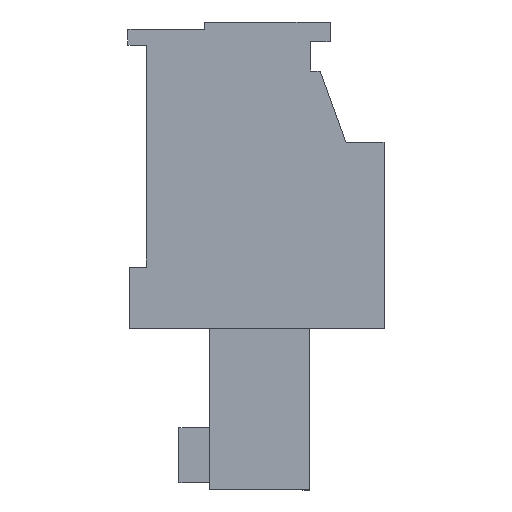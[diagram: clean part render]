
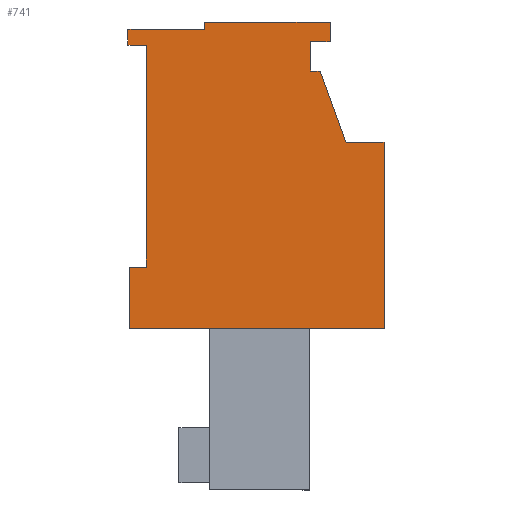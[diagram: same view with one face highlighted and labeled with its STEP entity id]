
A CAD part, left-side view. The second image highlights one B-rep face of the part: STEP entity #741.
In plain terms, the highlighted planar face has unit normal (-1, 0, 0).
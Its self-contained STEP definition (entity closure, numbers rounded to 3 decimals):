
#625=AXIS2_PLACEMENT_3D('Plane Axis2P3D',#622,#623,#624) ;
#42=CARTESIAN_POINT('Vertex',(0.,3.,18.3)) ;
#45=CARTESIAN_POINT('Line Origine',(0.,3.,17.7)) ;
#49=CARTESIAN_POINT('Vertex',(0.,3.,17.1)) ;
#76=CARTESIAN_POINT('Line Origine',(0.,2.6,18.3)) ;
#80=CARTESIAN_POINT('Vertex',(0.,2.2,18.3)) ;
#622=CARTESIAN_POINT('Axis2P3D Location',(0.,5.2,6.6)) ;
#627=CARTESIAN_POINT('Line Origine',(0.,0.,10.4)) ;
#631=CARTESIAN_POINT('Vertex',(0.,0.,14.2)) ;
#633=CARTESIAN_POINT('Vertex',(0.,0.,6.6)) ;
#636=CARTESIAN_POINT('Line Origine',(0.,0.775,14.2)) ;
#640=CARTESIAN_POINT('Vertex',(0.,1.55,14.2)) ;
#643=CARTESIAN_POINT('Line Origine',(0.,2.078,15.65)) ;
#647=CARTESIAN_POINT('Vertex',(0.,2.606,17.1)) ;
#650=CARTESIAN_POINT('Line Origine',(0.,2.803,17.1)) ;
#655=CARTESIAN_POINT('Line Origine',(0.,2.2,18.7)) ;
#659=CARTESIAN_POINT('Vertex',(0.,2.2,19.1)) ;
#662=CARTESIAN_POINT('Line Origine',(0.,4.76,19.1)) ;
#666=CARTESIAN_POINT('Vertex',(0.,7.32,19.1)) ;
#669=CARTESIAN_POINT('Line Origine',(0.,7.32,18.95)) ;
#673=CARTESIAN_POINT('Vertex',(0.,7.32,18.8)) ;
#676=CARTESIAN_POINT('Line Origine',(0.,8.885,18.8)) ;
#680=CARTESIAN_POINT('Vertex',(0.,10.45,18.8)) ;
#683=CARTESIAN_POINT('Line Origine',(0.,10.45,18.475)) ;
#687=CARTESIAN_POINT('Vertex',(0.,10.45,18.15)) ;
#690=CARTESIAN_POINT('Line Origine',(0.,10.075,18.15)) ;
#694=CARTESIAN_POINT('Vertex',(0.,9.7,18.15)) ;
#697=CARTESIAN_POINT('Line Origine',(0.,9.7,13.625)) ;
#701=CARTESIAN_POINT('Vertex',(0.,9.7,9.1)) ;
#704=CARTESIAN_POINT('Line Origine',(0.,10.05,9.1)) ;
#708=CARTESIAN_POINT('Vertex',(0.,10.4,9.1)) ;
#711=CARTESIAN_POINT('Line Origine',(0.,10.4,7.85)) ;
#715=CARTESIAN_POINT('Vertex',(0.,10.4,6.6)) ;
#718=CARTESIAN_POINT('Line Origine',(0.,5.2,6.6)) ;
#46=DIRECTION('Vector Direction',(0.,0.,1.)) ;
#77=DIRECTION('Vector Direction',(0.,1.,0.)) ;
#623=DIRECTION('Axis2P3D Direction',(-1.,0.,0.)) ;
#624=DIRECTION('Axis2P3D XDirection',(0.,-1.,0.)) ;
#628=DIRECTION('Vector Direction',(0.,0.,-1.)) ;
#637=DIRECTION('Vector Direction',(0.,1.,0.)) ;
#644=DIRECTION('Vector Direction',(0.,0.342,0.94)) ;
#651=DIRECTION('Vector Direction',(0.,1.,0.)) ;
#656=DIRECTION('Vector Direction',(0.,0.,1.)) ;
#663=DIRECTION('Vector Direction',(0.,1.,0.)) ;
#670=DIRECTION('Vector Direction',(0.,0.,1.)) ;
#677=DIRECTION('Vector Direction',(0.,1.,0.)) ;
#684=DIRECTION('Vector Direction',(0.,0.,-1.)) ;
#691=DIRECTION('Vector Direction',(0.,-1.,0.)) ;
#698=DIRECTION('Vector Direction',(0.,0.,-1.)) ;
#705=DIRECTION('Vector Direction',(0.,-1.,0.)) ;
#712=DIRECTION('Vector Direction',(0.,0.,1.)) ;
#719=DIRECTION('Vector Direction',(0.,1.,0.)) ;
#47=VECTOR('Line Direction',#46,1.) ;
#78=VECTOR('Line Direction',#77,1.) ;
#629=VECTOR('Line Direction',#628,1.) ;
#638=VECTOR('Line Direction',#637,1.) ;
#645=VECTOR('Line Direction',#644,1.) ;
#652=VECTOR('Line Direction',#651,1.) ;
#657=VECTOR('Line Direction',#656,1.) ;
#664=VECTOR('Line Direction',#663,1.) ;
#671=VECTOR('Line Direction',#670,1.) ;
#678=VECTOR('Line Direction',#677,1.) ;
#685=VECTOR('Line Direction',#684,1.) ;
#692=VECTOR('Line Direction',#691,1.) ;
#699=VECTOR('Line Direction',#698,1.) ;
#706=VECTOR('Line Direction',#705,1.) ;
#713=VECTOR('Line Direction',#712,1.) ;
#720=VECTOR('Line Direction',#719,1.) ;
#724=ORIENTED_EDGE('',*,*,#635,.F.) ;
#725=ORIENTED_EDGE('',*,*,#642,.T.) ;
#726=ORIENTED_EDGE('',*,*,#649,.T.) ;
#727=ORIENTED_EDGE('',*,*,#654,.T.) ;
#728=ORIENTED_EDGE('',*,*,#51,.T.) ;
#729=ORIENTED_EDGE('',*,*,#82,.F.) ;
#730=ORIENTED_EDGE('',*,*,#661,.T.) ;
#731=ORIENTED_EDGE('',*,*,#668,.T.) ;
#732=ORIENTED_EDGE('',*,*,#675,.F.) ;
#733=ORIENTED_EDGE('',*,*,#682,.T.) ;
#734=ORIENTED_EDGE('',*,*,#689,.T.) ;
#735=ORIENTED_EDGE('',*,*,#696,.T.) ;
#736=ORIENTED_EDGE('',*,*,#703,.T.) ;
#737=ORIENTED_EDGE('',*,*,#710,.F.) ;
#738=ORIENTED_EDGE('',*,*,#717,.F.) ;
#739=ORIENTED_EDGE('',*,*,#722,.F.) ;
#741=ADVANCED_FACE('HOUSING',(#740),#626,.T.) ;
#51=EDGE_CURVE('',#50,#43,#48,.T.) ;
#82=EDGE_CURVE('',#81,#43,#79,.T.) ;
#635=EDGE_CURVE('',#632,#634,#630,.T.) ;
#642=EDGE_CURVE('',#632,#641,#639,.T.) ;
#649=EDGE_CURVE('',#641,#648,#646,.T.) ;
#654=EDGE_CURVE('',#648,#50,#653,.T.) ;
#661=EDGE_CURVE('',#81,#660,#658,.T.) ;
#668=EDGE_CURVE('',#660,#667,#665,.T.) ;
#675=EDGE_CURVE('',#674,#667,#672,.T.) ;
#682=EDGE_CURVE('',#674,#681,#679,.T.) ;
#689=EDGE_CURVE('',#681,#688,#686,.T.) ;
#696=EDGE_CURVE('',#688,#695,#693,.T.) ;
#703=EDGE_CURVE('',#695,#702,#700,.T.) ;
#710=EDGE_CURVE('',#709,#702,#707,.T.) ;
#717=EDGE_CURVE('',#716,#709,#714,.T.) ;
#722=EDGE_CURVE('',#634,#716,#721,.T.) ;
#723=EDGE_LOOP('',(#724,#725,#726,#727,#728,#729,#730,#731,#732,#733,#734,#735,#736,#737,#738,#739)) ;
#740=FACE_OUTER_BOUND('',#723,.T.) ;
#48=LINE('Line',#45,#47) ;
#79=LINE('Line',#76,#78) ;
#630=LINE('Line',#627,#629) ;
#639=LINE('Line',#636,#638) ;
#646=LINE('Line',#643,#645) ;
#653=LINE('Line',#650,#652) ;
#658=LINE('Line',#655,#657) ;
#665=LINE('Line',#662,#664) ;
#672=LINE('Line',#669,#671) ;
#679=LINE('Line',#676,#678) ;
#686=LINE('Line',#683,#685) ;
#693=LINE('Line',#690,#692) ;
#700=LINE('Line',#697,#699) ;
#707=LINE('Line',#704,#706) ;
#714=LINE('Line',#711,#713) ;
#721=LINE('Line',#718,#720) ;
#626=PLANE('',#625) ;
#43=VERTEX_POINT('',#42) ;
#50=VERTEX_POINT('',#49) ;
#81=VERTEX_POINT('',#80) ;
#632=VERTEX_POINT('',#631) ;
#634=VERTEX_POINT('',#633) ;
#641=VERTEX_POINT('',#640) ;
#648=VERTEX_POINT('',#647) ;
#660=VERTEX_POINT('',#659) ;
#667=VERTEX_POINT('',#666) ;
#674=VERTEX_POINT('',#673) ;
#681=VERTEX_POINT('',#680) ;
#688=VERTEX_POINT('',#687) ;
#695=VERTEX_POINT('',#694) ;
#702=VERTEX_POINT('',#701) ;
#709=VERTEX_POINT('',#708) ;
#716=VERTEX_POINT('',#715) ;
